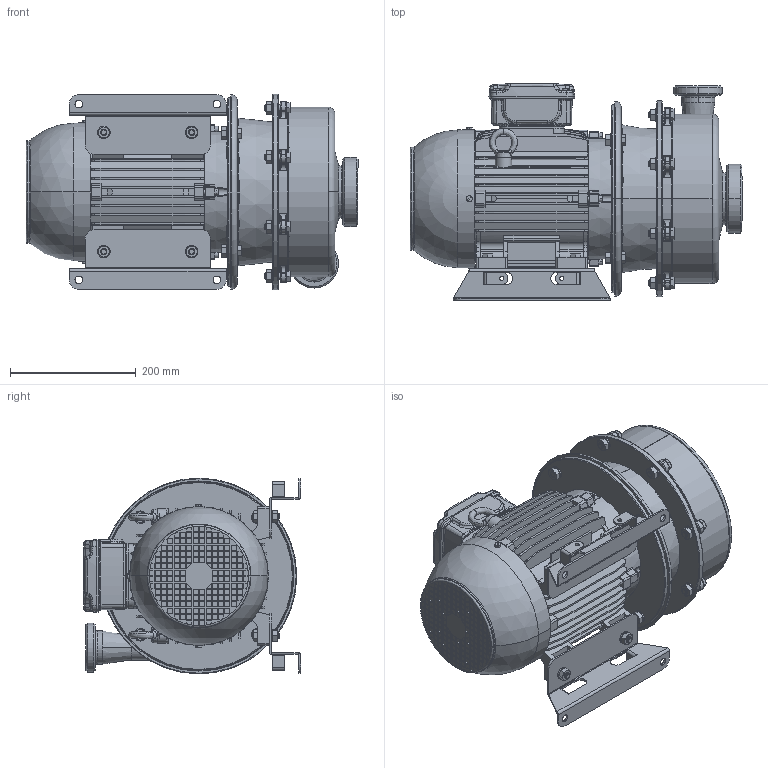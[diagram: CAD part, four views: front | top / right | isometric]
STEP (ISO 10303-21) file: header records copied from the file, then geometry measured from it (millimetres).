
FILE_DESCRIPTION (( 'STEP AP214' ), '1' );
FILE_NAME ('Ýëåêòðîíàñîñíûé àãðåãàò ÎÍÖ 50_30Ê5_7,5_2.STEP', '2019-01-16T14:59:26', ( '' ), ( '' ), 'SwSTEP 2.0', 'SolidWorks 2016', '' );
FILE_SCHEMA (( 'AUTOMOTIVE_DESIGN' ));
Length unit declared in the file: millimetre
Products named in the file (15): Áîëò Ì10 (äë); Êàñòðþëÿ (1) 50_30; 砐鳱鍱 50_30 (Dy80); 冓憵 50_30; Ôëàíåö ôîíàðÿ 50_30; Ýëåêòðîíàñîñíûé àãðåãàò ÎÍÖ 50_30Ê5_7,5_2; 婜縺蹞 50_30; Îòâîä 50_30; ﾘ琺矜; 112M (7,5êÂò); Êàñòðþëÿ (2) 50_30; 扻錪犩 50_30; Ãàéêà; Áîëò Ì10; 砐鳱鍱 50_30 (Dy50)
Assembly tree (59 placements, depth 2):
  Ýëåêòðîíàñîñíûé àãðåãàò ÎÍÖ 50_30Ê5_7,5_2
    Áîëò Ì10  x4
    ﾘ琺矜  x16
    Ãàéêà  x16
    冓憵 50_30  x2
    Áîëò Ì10 (äë)  x12
    112M (7,5êÂò)
    婜縺蹞 50_30
    Ôëàíåö ôîíàðÿ 50_30
    扻錪犩 50_30
    Êàñòðþëÿ (2) 50_30
    Êàñòðþëÿ (1) 50_30
    Îòâîä 50_30
    砐鳱鍱 50_30 (Dy80)
    砐鳱鍱 50_30 (Dy50)
Bounding box: 529.05 x 346 x 312 mm (x, y, z)
Volume: 14359615.2 mm3; surface area: 1526222.8 mm2
Topology: 59 solids, 59 shells, 3519 faces, 8606 edges, 5414 vertices
Faces by surface type: plane 1864, cylinder 646, cone 560, bspline 221, torus 212, sphere 16
Entity records: 94605 total; most frequent: CARTESIAN_POINT 29369, ORIENTED_EDGE 13492, DIRECTION 12423, EDGE_CURVE 6746, VERTEX_POINT 4332, AXIS2_PLACEMENT_3D 4149, LINE 4125, VECTOR 4125
